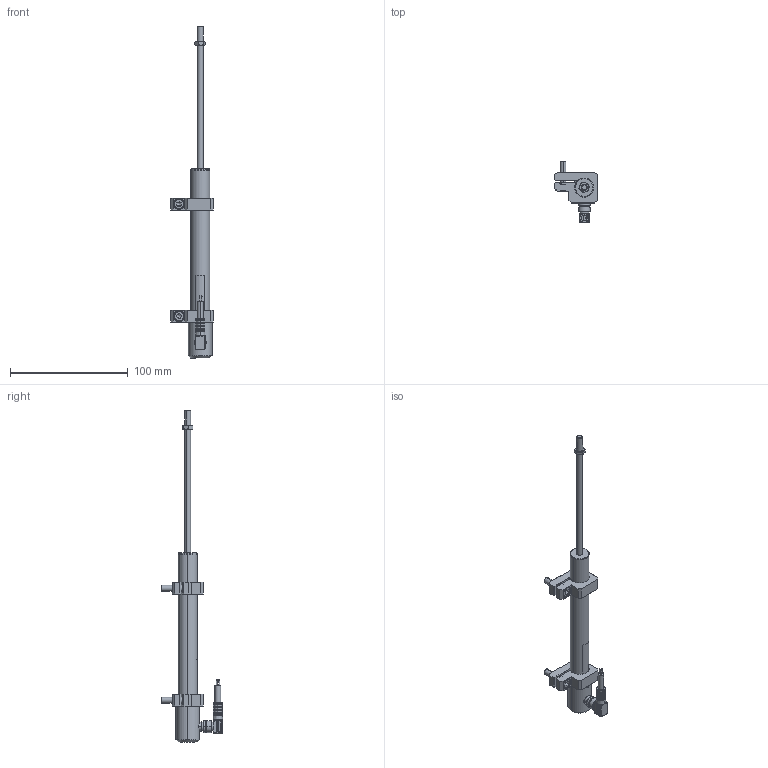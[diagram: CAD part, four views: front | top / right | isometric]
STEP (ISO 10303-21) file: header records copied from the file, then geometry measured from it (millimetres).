
FILE_DESCRIPTION (( 'STEP AP214' ), '1' );
FILE_NAME ('TX2_0100_Stecker_aus_Montageblock.STEP', '2011-01-25T10:27:09', ( 'novotechnik' ), ( 'novotechnik' ), 'SwSTEP 2.0', 'SolidWorks 2010', '' );
FILE_SCHEMA (( 'AUTOMOTIVE_DESIGN' ));
Length unit declared in the file: millimetre
Products named in the file (1): TX2_0100_Stecker_aus_Montageblock
Bounding box: 36 x 52.3 x 282.1 mm (x, y, z)
Surface area: 20480.5 mm2 (no closed solid volume)
Topology: 0 solids, 18 shells, 536 faces, 1540 edges, 944 vertices
Faces by surface type: cylinder 224, plane 181, torus 54, cone 52, bspline 25
Entity records: 24002 total; most frequent: CARTESIAN_POINT 4823, DIRECTION 2797, ORIENTED_EDGE 2611, EDGE_CURVE 1525, AXIS2_PLACEMENT_3D 1046, VERTEX_POINT 944, LINE 705, VECTOR 705
